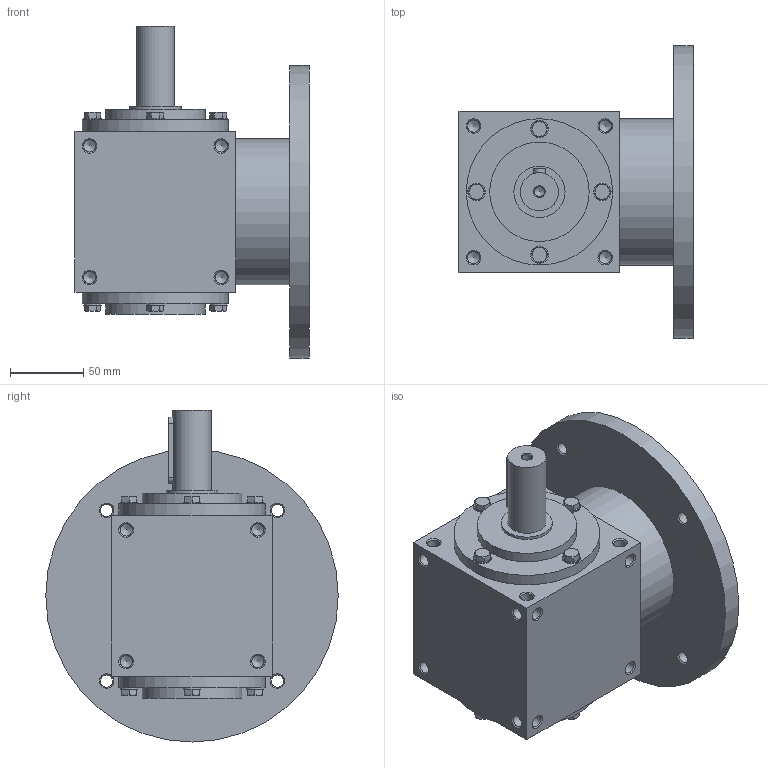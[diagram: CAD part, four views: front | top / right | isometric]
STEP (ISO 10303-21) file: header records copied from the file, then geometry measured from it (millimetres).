
FILE_DESCRIPTION( ( 'STEP AP214' ), '1' );
FILE_NAME( 'MRS110_MS9_R.1_1.5_80_B5.stp', '2018-08-15T11:05:51', ( '' ), ( '' ), ' ', 'PARTsolutions', ' ' );
FILE_SCHEMA( ( 'AUTOMOTIVE_DESIGN { 1 0 10303 214 1 1 1 1 }' ) );
Length unit declared in the file: millimetre
Products named in the file (5): MRS110_MS9_R.1/1.5_80/B5; _MRS11090-case; _MRX110_5-flange; _RC_RR110-screw; _RS110-proshaft
Assembly tree (11 placements, depth 2):
  MRS110_MS9_R.1/1.5_80/B5
    _MRS11090-case
    _MRX110_5-flange
    _RC_RR110-screw  x8
    _RS110-proshaft
Bounding box: 160 x 200 x 227 mm (x, y, z)
Volume: 2128560.5 mm3; surface area: 207875.6 mm2
Topology: 11 solids, 11 shells, 279 faces, 709 edges, 439 vertices
Faces by surface type: cone 106, plane 98, cylinder 75
Full cylindrical faces by diameter (mm): 6.647 x1, 8.376 x52, 12 x8, 26 x1, 30 x1, 35 x2, 68 x2, 100 x3, 130 x1, 200 x1
Entity records: 5920 total; most frequent: DIRECTION 842, CARTESIAN_POINT 828, ORIENTED_EDGE 554, AXIS2_PLACEMENT_3D 400, EDGE_LOOP 310, EDGE_CURVE 277, VERTEX_POINT 246, FACE_OUTER_BOUND 232
